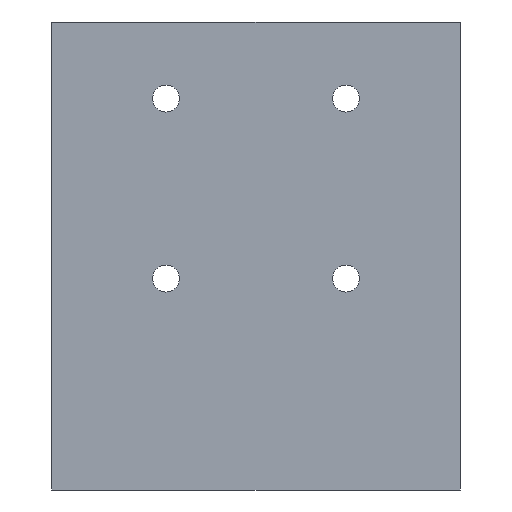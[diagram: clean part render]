
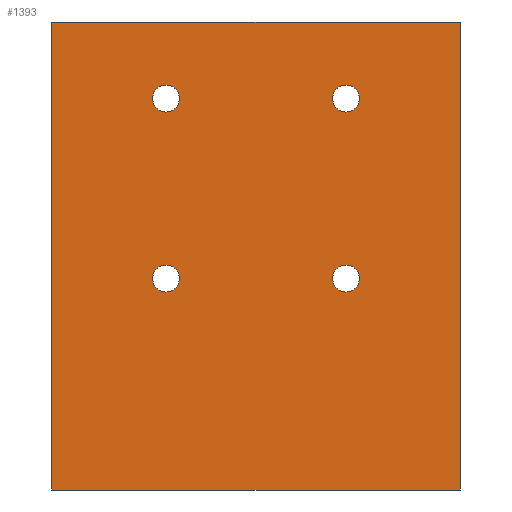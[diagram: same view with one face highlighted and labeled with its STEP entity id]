
A CAD part, front view. The second image highlights one B-rep face of the part: STEP entity #1393.
In plain terms, the highlighted planar face has unit normal (0, -1, 0).
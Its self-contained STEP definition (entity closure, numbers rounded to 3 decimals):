
#59=CIRCLE('',#1508,1.5);
#60=CIRCLE('',#1509,1.5);
#61=CIRCLE('',#1510,1.5);
#62=CIRCLE('',#1511,1.5);
#63=CIRCLE('',#1512,1.5);
#64=CIRCLE('',#1513,1.5);
#65=CIRCLE('',#1514,1.5);
#66=CIRCLE('',#1515,1.5);
#97=FACE_BOUND('',#270,.T.);
#98=FACE_BOUND('',#271,.T.);
#99=FACE_BOUND('',#272,.T.);
#100=FACE_BOUND('',#273,.T.);
#167=FACE_OUTER_BOUND('',#269,.T.);
#269=EDGE_LOOP('',(#1231,#1232,#1233,#1234));
#270=EDGE_LOOP('',(#1235,#1236));
#271=EDGE_LOOP('',(#1237,#1238));
#272=EDGE_LOOP('',(#1239,#1240));
#273=EDGE_LOOP('',(#1241,#1242));
#387=LINE('',#2119,#539);
#415=LINE('',#2200,#567);
#421=LINE('',#2220,#573);
#426=LINE('',#2250,#578);
#539=VECTOR('',#1705,10.);
#567=VECTOR('',#1797,10.);
#573=VECTOR('',#1821,10.);
#578=VECTOR('',#1860,10.);
#663=VERTEX_POINT('',#2116);
#664=VERTEX_POINT('',#2118);
#685=VERTEX_POINT('',#2198);
#690=VERTEX_POINT('',#2218);
#699=VERTEX_POINT('',#2251);
#700=VERTEX_POINT('',#2252);
#701=VERTEX_POINT('',#2255);
#702=VERTEX_POINT('',#2256);
#703=VERTEX_POINT('',#2259);
#704=VERTEX_POINT('',#2260);
#705=VERTEX_POINT('',#2263);
#706=VERTEX_POINT('',#2264);
#819=EDGE_CURVE('',#663,#664,#387,.T.);
#859=EDGE_CURVE('',#664,#685,#415,.T.);
#869=EDGE_CURVE('',#690,#663,#421,.T.);
#882=EDGE_CURVE('',#685,#690,#426,.T.);
#883=EDGE_CURVE('',#699,#700,#59,.T.);
#884=EDGE_CURVE('',#700,#699,#60,.T.);
#885=EDGE_CURVE('',#701,#702,#61,.T.);
#886=EDGE_CURVE('',#702,#701,#62,.T.);
#887=EDGE_CURVE('',#703,#704,#63,.T.);
#888=EDGE_CURVE('',#704,#703,#64,.T.);
#889=EDGE_CURVE('',#705,#706,#65,.T.);
#890=EDGE_CURVE('',#706,#705,#66,.T.);
#1231=ORIENTED_EDGE('',*,*,#882,.F.);
#1232=ORIENTED_EDGE('',*,*,#859,.F.);
#1233=ORIENTED_EDGE('',*,*,#819,.F.);
#1234=ORIENTED_EDGE('',*,*,#869,.F.);
#1235=ORIENTED_EDGE('',*,*,#883,.T.);
#1236=ORIENTED_EDGE('',*,*,#884,.T.);
#1237=ORIENTED_EDGE('',*,*,#885,.T.);
#1238=ORIENTED_EDGE('',*,*,#886,.T.);
#1239=ORIENTED_EDGE('',*,*,#887,.T.);
#1240=ORIENTED_EDGE('',*,*,#888,.T.);
#1241=ORIENTED_EDGE('',*,*,#889,.T.);
#1242=ORIENTED_EDGE('',*,*,#890,.T.);
#1325=PLANE('',#1507);
#1393=ADVANCED_FACE('',(#167,#97,#98,#99,#100),#1325,.T.);
#1507=AXIS2_PLACEMENT_3D('',#2249,#1858,#1859);
#1508=AXIS2_PLACEMENT_3D('',#2253,#1861,#1862);
#1509=AXIS2_PLACEMENT_3D('',#2254,#1863,#1864);
#1510=AXIS2_PLACEMENT_3D('',#2257,#1865,#1866);
#1511=AXIS2_PLACEMENT_3D('',#2258,#1867,#1868);
#1512=AXIS2_PLACEMENT_3D('',#2261,#1869,#1870);
#1513=AXIS2_PLACEMENT_3D('',#2262,#1871,#1872);
#1514=AXIS2_PLACEMENT_3D('',#2265,#1873,#1874);
#1515=AXIS2_PLACEMENT_3D('',#2266,#1875,#1876);
#1705=DIRECTION('',(0.,0.,-1.));
#1797=DIRECTION('',(-1.,0.,0.));
#1821=DIRECTION('',(1.,0.,0.));
#1858=DIRECTION('center_axis',(0.,-1.,0.));
#1859=DIRECTION('ref_axis',(1.,0.,0.));
#1860=DIRECTION('',(0.,0.,1.));
#1861=DIRECTION('center_axis',(0.,1.,0.));
#1862=DIRECTION('ref_axis',(1.,0.,0.));
#1863=DIRECTION('center_axis',(0.,1.,0.));
#1864=DIRECTION('ref_axis',(1.,0.,0.));
#1865=DIRECTION('center_axis',(0.,1.,0.));
#1866=DIRECTION('ref_axis',(1.,0.,0.));
#1867=DIRECTION('center_axis',(0.,1.,0.));
#1868=DIRECTION('ref_axis',(1.,0.,0.));
#1869=DIRECTION('center_axis',(0.,1.,0.));
#1870=DIRECTION('ref_axis',(1.,0.,0.));
#1871=DIRECTION('center_axis',(0.,1.,0.));
#1872=DIRECTION('ref_axis',(1.,0.,0.));
#1873=DIRECTION('center_axis',(0.,1.,0.));
#1874=DIRECTION('ref_axis',(1.,0.,0.));
#1875=DIRECTION('center_axis',(0.,1.,0.));
#1876=DIRECTION('ref_axis',(1.,0.,0.));
#2116=CARTESIAN_POINT('',(45.4,-1.,32.));
#2118=CARTESIAN_POINT('',(45.4,-1.,-20.));
#2119=CARTESIAN_POINT('',(45.4,-1.,0.));
#2198=CARTESIAN_POINT('',(0.,-1.,-20.));
#2200=CARTESIAN_POINT('',(0.,-1.,-20.));
#2218=CARTESIAN_POINT('',(0.,-1.,32.));
#2220=CARTESIAN_POINT('',(45.4,-1.,32.));
#2249=CARTESIAN_POINT('Origin',(22.7,-1.,13.5));
#2250=CARTESIAN_POINT('',(0.,-1.,27.));
#2251=CARTESIAN_POINT('',(11.2,-1.,3.5));
#2252=CARTESIAN_POINT('',(14.2,-1.,3.5));
#2253=CARTESIAN_POINT('Origin',(12.7,-1.,3.5));
#2254=CARTESIAN_POINT('Origin',(12.7,-1.,3.5));
#2255=CARTESIAN_POINT('',(11.2,-1.,23.5));
#2256=CARTESIAN_POINT('',(14.2,-1.,23.5));
#2257=CARTESIAN_POINT('Origin',(12.7,-1.,23.5));
#2258=CARTESIAN_POINT('Origin',(12.7,-1.,23.5));
#2259=CARTESIAN_POINT('',(31.2,-1.,3.5));
#2260=CARTESIAN_POINT('',(34.2,-1.,3.5));
#2261=CARTESIAN_POINT('Origin',(32.7,-1.,3.5));
#2262=CARTESIAN_POINT('Origin',(32.7,-1.,3.5));
#2263=CARTESIAN_POINT('',(31.2,-1.,23.5));
#2264=CARTESIAN_POINT('',(34.2,-1.,23.5));
#2265=CARTESIAN_POINT('Origin',(32.7,-1.,23.5));
#2266=CARTESIAN_POINT('Origin',(32.7,-1.,23.5));
